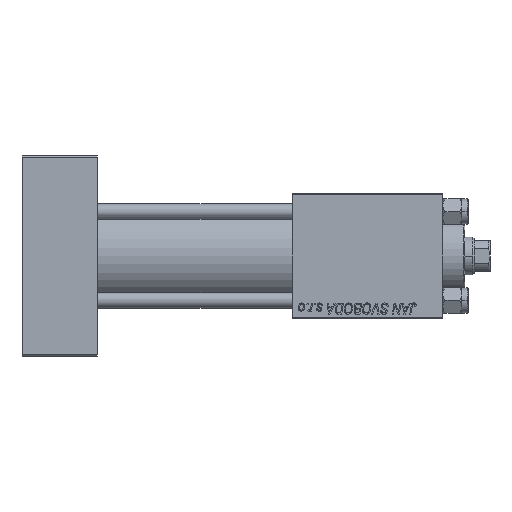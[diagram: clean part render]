
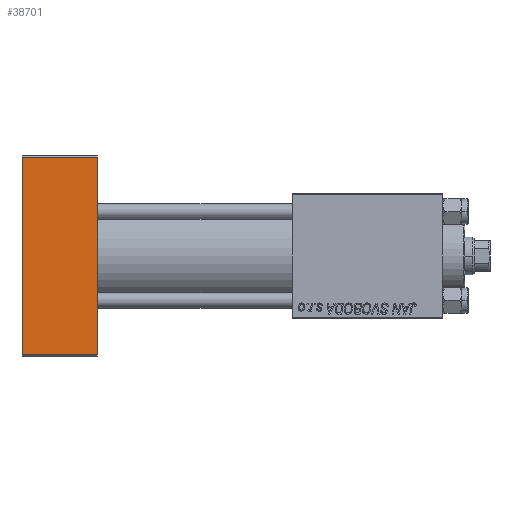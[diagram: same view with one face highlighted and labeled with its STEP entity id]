
A CAD part, front view. The second image highlights one B-rep face of the part: STEP entity #38701.
In plain terms, the highlighted planar face has unit normal (0, -1, 0).
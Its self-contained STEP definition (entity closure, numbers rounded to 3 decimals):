
#1526 = CARTESIAN_POINT ( 'NONE',  ( 24., -20., 32. ) ) ;
#4440 = CARTESIAN_POINT ( 'NONE',  ( 0., -20., 31.5 ) ) ;
#4816 = FACE_OUTER_BOUND ( 'NONE', #49936, .T. ) ;
#5499 = CARTESIAN_POINT ( 'NONE',  ( 24., -20., 32. ) ) ;
#7099 = VERTEX_POINT ( 'NONE', #21845 ) ;
#10068 = VECTOR ( 'NONE', #33834, 1000. ) ;
#10441 = VECTOR ( 'NONE', #20509, 1000. ) ;
#12444 = LINE ( 'NONE', #43268, #10441 ) ;
#15911 = DIRECTION ( 'NONE',  ( 0., 1., 0. ) ) ;
#16076 = LINE ( 'NONE', #47645, #43741 ) ;
#17831 = DIRECTION ( 'NONE',  ( 0., 0., -1. ) ) ;
#17845 = AXIS2_PLACEMENT_3D ( 'NONE', #1526, #15911, #32074 ) ;
#20429 = PLANE ( 'NONE',  #17845 ) ;
#20509 = DIRECTION ( 'NONE',  ( -1., 0., 0. ) ) ;
#20845 = DIRECTION ( 'NONE',  ( 0., 0., -1. ) ) ;
#21845 = CARTESIAN_POINT ( 'NONE',  ( 24., -20., 31.5 ) ) ;
#28317 = EDGE_CURVE ( 'NONE', #7099, #36001, #47664, .T. ) ;
#32074 = DIRECTION ( 'NONE',  ( 0., 0., 1. ) ) ;
#33834 = DIRECTION ( 'NONE',  ( 1., 0., 0. ) ) ;
#33982 = EDGE_CURVE ( 'NONE', #7099, #39351, #12444, .T. ) ;
#35413 = ORIENTED_EDGE ( 'NONE', *, *, #28317, .F. ) ;
#36001 = VERTEX_POINT ( 'NONE', #49265 ) ;
#38366 = CARTESIAN_POINT ( 'NONE',  ( 24., -20., -31.5 ) ) ;
#38701 = ADVANCED_FACE ( 'NONE', ( #4816 ), #20429, .F. ) ;
#38895 = VERTEX_POINT ( 'NONE', #41879 ) ;
#39351 = VERTEX_POINT ( 'NONE', #4440 ) ;
#41387 = EDGE_CURVE ( 'NONE', #39351, #38895, #16076, .T. ) ;
#41644 = LINE ( 'NONE', #38366, #10068 ) ;
#41879 = CARTESIAN_POINT ( 'NONE',  ( 0., -20., -31.5 ) ) ;
#42631 = ORIENTED_EDGE ( 'NONE', *, *, #44874, .T. ) ;
#43268 = CARTESIAN_POINT ( 'NONE',  ( 24., -20., 31.5 ) ) ;
#43741 = VECTOR ( 'NONE', #20845, 1000. ) ;
#44874 = EDGE_CURVE ( 'NONE', #38895, #36001, #41644, .T. ) ;
#47645 = CARTESIAN_POINT ( 'NONE',  ( 0., -20., 32. ) ) ;
#47664 = LINE ( 'NONE', #5499, #49873 ) ;
#48484 = ORIENTED_EDGE ( 'NONE', *, *, #41387, .T. ) ;
#49265 = CARTESIAN_POINT ( 'NONE',  ( 24., -20., -31.5 ) ) ;
#49383 = ORIENTED_EDGE ( 'NONE', *, *, #33982, .T. ) ;
#49873 = VECTOR ( 'NONE', #17831, 1000. ) ;
#49936 = EDGE_LOOP ( 'NONE', ( #48484, #42631, #35413, #49383 ) ) ;
